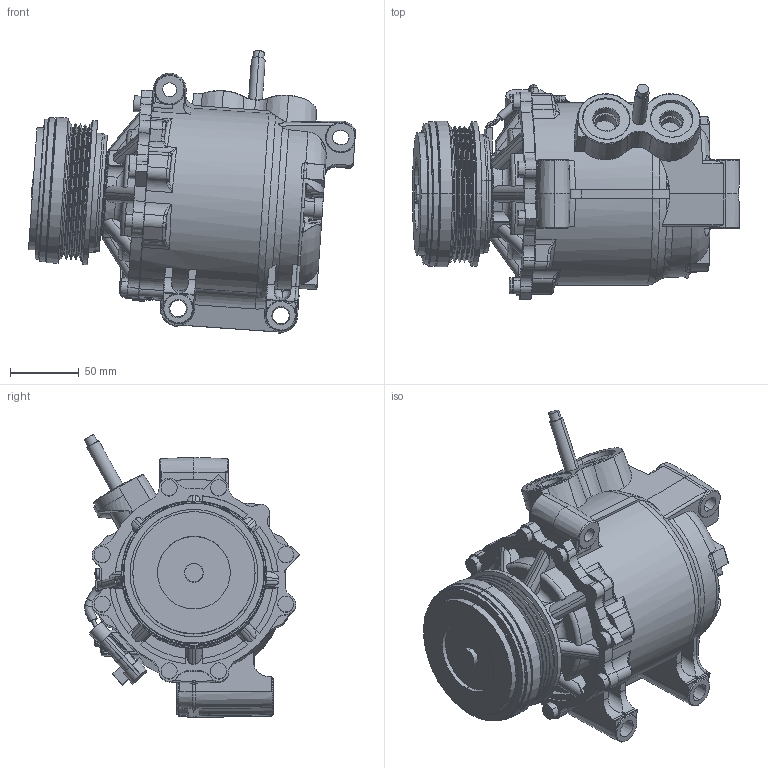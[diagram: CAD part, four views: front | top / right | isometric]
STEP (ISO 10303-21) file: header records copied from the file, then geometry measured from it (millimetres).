
FILE_DESCRIPTION(/* description */ (''),/* implementation_level */ '2;1');
FILE_NAME(/* name */ '49111-1',/* time_stamp */ '2010-05-28T16:57:33-05:00',/* author */ (''),/* organization */ (''),/* preprocessor_version */ 'ST-DEVELOPER v9',/* originating_system */ 'UGS - NX 3.0',/* authorisation */ '');
FILE_SCHEMA (('CONFIG_CONTROL_DESIGN'));
Products named in the file (1): dleeFC615h43
Bounding box: 238.02 x 157.03 x 206.04 mm (x, y, z)
Volume: 2510158.8 mm3; surface area: 213757.9 mm2
Topology: 1 solids, 2 shells, 1149 faces, 3117 edges, 1971 vertices
Faces by surface type: cylinder 372, plane 363, bspline 168, cone 151, torus 64, sphere 31
Entity records: 50691 total; most frequent: CARTESIAN_POINT 23971, ORIENTED_EDGE 6176, DIRECTION 4871, EDGE_CURVE 3088, VERTEX_POINT 1970, AXIS2_PLACEMENT_3D 1896, EDGE_LOOP 1204, ADVANCED_FACE 1149
